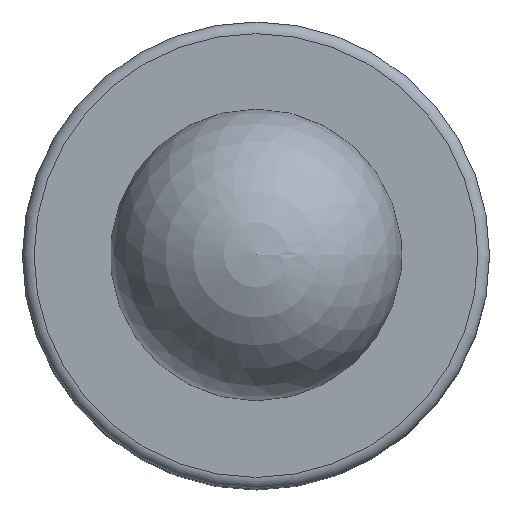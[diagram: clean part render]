
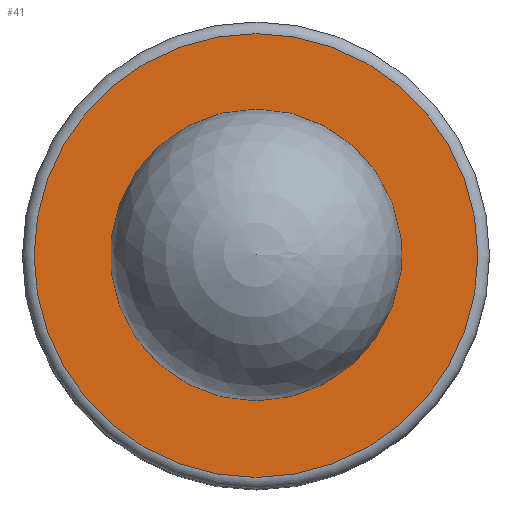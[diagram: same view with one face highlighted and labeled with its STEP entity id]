
A CAD part, top view. The second image highlights one B-rep face of the part: STEP entity #41.
In plain terms, the highlighted planar face has unit normal (0, 0, 1).
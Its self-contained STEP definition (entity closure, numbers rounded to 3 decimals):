
#41 = ADVANCED_FACE( '', ( #81, #82 ), #83, .F. );
#81 = FACE_OUTER_BOUND( '', #115, .T. );
#82 = FACE_BOUND( '', #116, .T. );
#83 = PLANE( '', #117 );
#115 = EDGE_LOOP( '', ( #153 ) );
#116 = EDGE_LOOP( '', ( #154 ) );
#117 = AXIS2_PLACEMENT_3D( '', #155, #156, #157 );
#153 = ORIENTED_EDGE( '', *, *, #171, .T. );
#154 = ORIENTED_EDGE( '', *, *, #176, .T. );
#155 = CARTESIAN_POINT( '', ( 0., 0., 4.8 ) );
#156 = DIRECTION( '', ( 0., 0., -1. ) );
#157 = DIRECTION( '', ( -1., 0., 0. ) );
#171 = EDGE_CURVE( '', #187, #187, #188, .F. );
#176 = EDGE_CURVE( '', #194, #194, #195, .T. );
#187 = VERTEX_POINT( '', #206 );
#188 = CIRCLE( '', #207, 7.6 );
#194 = VERTEX_POINT( '', #213 );
#195 = CIRCLE( '', #214, 2.644 );
#206 = CARTESIAN_POINT( '', ( -7.6, 0., 4.8 ) );
#207 = AXIS2_PLACEMENT_3D( '', #225, #226, #227 );
#213 = CARTESIAN_POINT( '', ( -2.644, 0., 4.8 ) );
#214 = AXIS2_PLACEMENT_3D( '', #231, #232, #233 );
#225 = CARTESIAN_POINT( '', ( 0., 0., 4.8 ) );
#226 = DIRECTION( '', ( 0., 0., -1. ) );
#227 = DIRECTION( '', ( -1., 0., 0. ) );
#231 = CARTESIAN_POINT( '', ( 0., 0., 4.8 ) );
#232 = DIRECTION( '', ( 0., 0., -1. ) );
#233 = DIRECTION( '', ( -1., 0., 0. ) );
